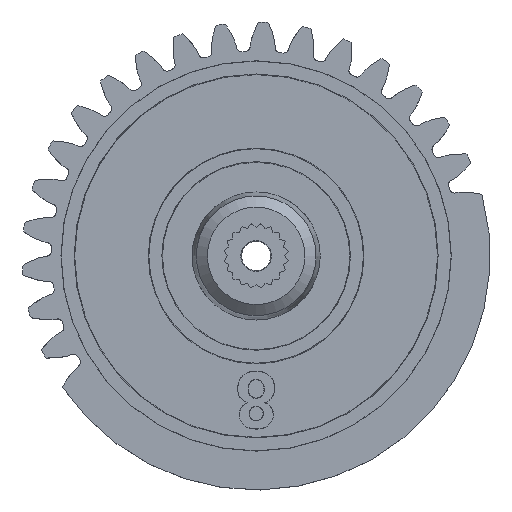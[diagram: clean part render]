
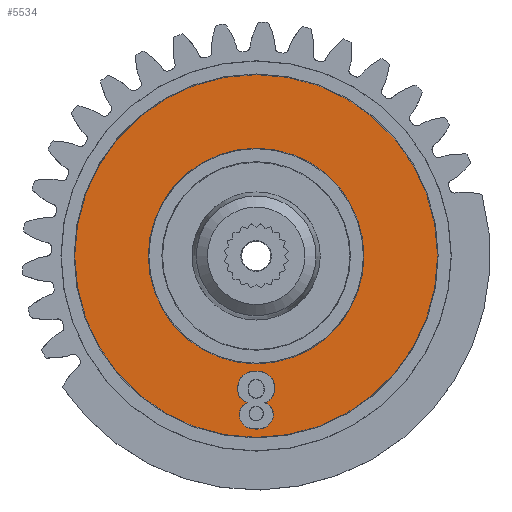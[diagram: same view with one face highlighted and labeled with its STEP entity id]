
A CAD part, top view. The second image highlights one B-rep face of the part: STEP entity #5534.
In plain terms, the highlighted planar face has unit normal (0, 0, 1).
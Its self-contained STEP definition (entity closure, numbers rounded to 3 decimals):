
#17=ELLIPSE('',#5950,8.922,2.972);
#18=ELLIPSE('',#5951,23.951,4.889);
#19=ELLIPSE('',#5952,50.107,7.219);
#20=ELLIPSE('',#5953,5.857,2.316);
#21=ELLIPSE('',#5954,8.787,2.987);
#22=ELLIPSE('',#5955,43.616,7.308);
#23=ELLIPSE('',#5956,204.106,15.854);
#24=ELLIPSE('',#5957,50.28,7.558);
#25=ELLIPSE('',#5958,84.063,10.049);
#353=B_SPLINE_CURVE_WITH_KNOTS('',3,(#10301,#10302,#10303,#10304),
 .UNSPECIFIED.,.F.,.F.,(4,4),(0.,1.),.UNSPECIFIED.);
#354=B_SPLINE_CURVE_WITH_KNOTS('',3,(#10306,#10307,#10308,#10309),
 .UNSPECIFIED.,.F.,.F.,(4,4),(0.,1.),.UNSPECIFIED.);
#355=B_SPLINE_CURVE_WITH_KNOTS('',3,(#10311,#10312,#10313,#10314),
 .UNSPECIFIED.,.F.,.F.,(4,4),(0.,1.),.UNSPECIFIED.);
#356=B_SPLINE_CURVE_WITH_KNOTS('',3,(#10320,#10321,#10322,#10323),
 .UNSPECIFIED.,.F.,.F.,(4,4),(0.,1.),.UNSPECIFIED.);
#357=B_SPLINE_CURVE_WITH_KNOTS('',3,(#10327,#10328,#10329,#10330),
 .UNSPECIFIED.,.F.,.F.,(4,4),(0.,1.),.UNSPECIFIED.);
#358=B_SPLINE_CURVE_WITH_KNOTS('',3,(#10334,#10335,#10336,#10337),
 .UNSPECIFIED.,.F.,.F.,(4,4),(0.,1.),.UNSPECIFIED.);
#359=B_SPLINE_CURVE_WITH_KNOTS('',3,(#10343,#10344,#10345,#10346),
 .UNSPECIFIED.,.F.,.F.,(4,4),(0.,1.),.UNSPECIFIED.);
#414=FACE_BOUND('',#1714,.T.);
#415=FACE_BOUND('',#1715,.T.);
#1415=FACE_OUTER_BOUND('',#1713,.T.);
#1713=EDGE_LOOP('',(#4120));
#1714=EDGE_LOOP('',(#4121,#4122,#4123,#4124,#4125,#4126,#4127,#4128,#4129,
#4130,#4131,#4132,#4133,#4134,#4135,#4136));
#1715=EDGE_LOOP('',(#4137));
#2019=CIRCLE('',#5949,13.956);
#2020=CIRCLE('',#5959,8.294);
#2369=VERTEX_POINT('',#10295);
#2370=VERTEX_POINT('',#10297);
#2371=VERTEX_POINT('',#10298);
#2372=VERTEX_POINT('',#10300);
#2373=VERTEX_POINT('',#10305);
#2374=VERTEX_POINT('',#10310);
#2375=VERTEX_POINT('',#10315);
#2376=VERTEX_POINT('',#10317);
#2377=VERTEX_POINT('',#10319);
#2378=VERTEX_POINT('',#10324);
#2379=VERTEX_POINT('',#10326);
#2380=VERTEX_POINT('',#10331);
#2381=VERTEX_POINT('',#10333);
#2382=VERTEX_POINT('',#10338);
#2383=VERTEX_POINT('',#10340);
#2384=VERTEX_POINT('',#10342);
#2385=VERTEX_POINT('',#10347);
#2386=VERTEX_POINT('',#10350);
#3065=EDGE_CURVE('',#2369,#2369,#2019,.T.);
#3066=EDGE_CURVE('',#2370,#2371,#17,.T.);
#3067=EDGE_CURVE('',#2371,#2372,#353,.T.);
#3068=EDGE_CURVE('',#2372,#2373,#354,.T.);
#3069=EDGE_CURVE('',#2373,#2374,#355,.T.);
#3070=EDGE_CURVE('',#2374,#2375,#18,.T.);
#3071=EDGE_CURVE('',#2375,#2376,#19,.T.);
#3072=EDGE_CURVE('',#2376,#2377,#356,.T.);
#3073=EDGE_CURVE('',#2377,#2378,#20,.T.);
#3074=EDGE_CURVE('',#2378,#2379,#357,.T.);
#3075=EDGE_CURVE('',#2379,#2380,#21,.T.);
#3076=EDGE_CURVE('',#2380,#2381,#358,.T.);
#3077=EDGE_CURVE('',#2381,#2382,#22,.T.);
#3078=EDGE_CURVE('',#2382,#2383,#23,.T.);
#3079=EDGE_CURVE('',#2383,#2384,#359,.T.);
#3080=EDGE_CURVE('',#2384,#2385,#24,.T.);
#3081=EDGE_CURVE('',#2385,#2370,#25,.T.);
#3082=EDGE_CURVE('',#2386,#2386,#2020,.T.);
#4120=ORIENTED_EDGE('',*,*,#3065,.T.);
#4121=ORIENTED_EDGE('',*,*,#3066,.T.);
#4122=ORIENTED_EDGE('',*,*,#3067,.T.);
#4123=ORIENTED_EDGE('',*,*,#3068,.T.);
#4124=ORIENTED_EDGE('',*,*,#3069,.T.);
#4125=ORIENTED_EDGE('',*,*,#3070,.T.);
#4126=ORIENTED_EDGE('',*,*,#3071,.T.);
#4127=ORIENTED_EDGE('',*,*,#3072,.T.);
#4128=ORIENTED_EDGE('',*,*,#3073,.T.);
#4129=ORIENTED_EDGE('',*,*,#3074,.T.);
#4130=ORIENTED_EDGE('',*,*,#3075,.T.);
#4131=ORIENTED_EDGE('',*,*,#3076,.T.);
#4132=ORIENTED_EDGE('',*,*,#3077,.T.);
#4133=ORIENTED_EDGE('',*,*,#3078,.T.);
#4134=ORIENTED_EDGE('',*,*,#3079,.T.);
#4135=ORIENTED_EDGE('',*,*,#3080,.T.);
#4136=ORIENTED_EDGE('',*,*,#3081,.T.);
#4137=ORIENTED_EDGE('',*,*,#3082,.F.);
#5025=PLANE('',#5948);
#5534=ADVANCED_FACE('',(#1415,#414,#415),#5025,.T.);
#5948=AXIS2_PLACEMENT_3D('',#10294,#6799,#6800);
#5949=AXIS2_PLACEMENT_3D('',#10296,#6801,#6802);
#5950=AXIS2_PLACEMENT_3D('',#10299,#6803,#6804);
#5951=AXIS2_PLACEMENT_3D('',#10316,#6805,#6806);
#5952=AXIS2_PLACEMENT_3D('',#10318,#6807,#6808);
#5953=AXIS2_PLACEMENT_3D('',#10325,#6809,#6810);
#5954=AXIS2_PLACEMENT_3D('',#10332,#6811,#6812);
#5955=AXIS2_PLACEMENT_3D('',#10339,#6813,#6814);
#5956=AXIS2_PLACEMENT_3D('',#10341,#6815,#6816);
#5957=AXIS2_PLACEMENT_3D('',#10348,#6817,#6818);
#5958=AXIS2_PLACEMENT_3D('',#10349,#6819,#6820);
#5959=AXIS2_PLACEMENT_3D('',#10351,#6821,#6822);
#6799=DIRECTION('center_axis',(0.,0.,1.));
#6800=DIRECTION('ref_axis',(1.,0.,0.));
#6801=DIRECTION('center_axis',(0.,0.,1.));
#6802=DIRECTION('ref_axis',(1.,0.,0.));
#6803=DIRECTION('center_axis',(0.,0.,
-1.));
#6804=DIRECTION('ref_axis',(0.837,-0.547,0.));
#6805=DIRECTION('center_axis',(0.,0.,-1.));
#6806=DIRECTION('ref_axis',(-0.688,0.726,0.));
#6807=DIRECTION('center_axis',(0.,0.,-1.));
#6808=DIRECTION('ref_axis',(0.661,0.751,0.));
#6809=DIRECTION('center_axis',(0.,0.,-1.));
#6810=DIRECTION('ref_axis',(0.913,-0.408,0.));
#6811=DIRECTION('center_axis',(0.,0.,-1.));
#6812=DIRECTION('ref_axis',(0.825,0.565,0.));
#6813=DIRECTION('center_axis',(0.,0.,-1.));
#6814=DIRECTION('ref_axis',(0.863,-0.506,0.));
#6815=DIRECTION('center_axis',(0.,0.,
-1.));
#6816=DIRECTION('ref_axis',(-0.564,0.826,0.));
#6817=DIRECTION('center_axis',(0.,0.,-1.));
#6818=DIRECTION('ref_axis',(0.857,0.515,0.));
#6819=DIRECTION('center_axis',(0.,0.,-1.));
#6820=DIRECTION('ref_axis',(0.934,-0.357,0.));
#6821=DIRECTION('center_axis',(0.,0.,1.));
#6822=DIRECTION('ref_axis',(1.,0.,0.));
#10294=CARTESIAN_POINT('Origin',(0.,0.,2.25));
#10295=CARTESIAN_POINT('',(-13.956,0.,2.25));
#10296=CARTESIAN_POINT('Origin',(0.,0.,2.25));
#10297=CARTESIAN_POINT('',(1.262,-10.828,2.25));
#10298=CARTESIAN_POINT('',(0.706,-11.286,2.25));
#10299=CARTESIAN_POINT('Origin',(-6.225,-5.978,2.25));
#10300=CARTESIAN_POINT('',(1.18,-11.662,2.25));
#10301=CARTESIAN_POINT('Ctrl Pts',(0.706,-11.286,2.25));
#10302=CARTESIAN_POINT('Ctrl Pts',(0.924,-11.376,
2.25));
#10303=CARTESIAN_POINT('Ctrl Pts',(1.082,-11.501,2.25));
#10304=CARTESIAN_POINT('Ctrl Pts',(1.18,-11.662,2.25));
#10305=CARTESIAN_POINT('',(1.327,-12.19,2.25));
#10306=CARTESIAN_POINT('Ctrl Pts',(1.18,-11.662,2.25));
#10307=CARTESIAN_POINT('Ctrl Pts',(1.279,-11.823,2.25));
#10308=CARTESIAN_POINT('Ctrl Pts',(1.327,-11.999,2.25));
#10309=CARTESIAN_POINT('Ctrl Pts',(1.327,-12.19,2.25));
#10310=CARTESIAN_POINT('',(0.986,-12.997,2.25));
#10311=CARTESIAN_POINT('Ctrl Pts',(1.327,-12.19,2.25));
#10312=CARTESIAN_POINT('Ctrl Pts',(1.327,-12.515,2.25));
#10313=CARTESIAN_POINT('Ctrl Pts',(1.213,-12.783,2.25));
#10314=CARTESIAN_POINT('Ctrl Pts',(0.986,-12.997,2.25));
#10315=CARTESIAN_POINT('',(0.015,-13.316,2.25));
#10316=CARTESIAN_POINT('Origin',(-15.486,4.391,2.25));
#10317=CARTESIAN_POINT('',(-0.95,-12.997,2.25));
#10318=CARTESIAN_POINT('Origin',(32.168,24.605,2.25));
#10319=CARTESIAN_POINT('',(-1.297,-12.19,2.25));
#10320=CARTESIAN_POINT('Ctrl Pts',(-0.95,-12.997,
2.25));
#10321=CARTESIAN_POINT('Ctrl Pts',(-1.18,-12.783,
2.25));
#10322=CARTESIAN_POINT('Ctrl Pts',(-1.297,-12.515,
2.25));
#10323=CARTESIAN_POINT('Ctrl Pts',(-1.297,-12.19,
2.25));
#10324=CARTESIAN_POINT('',(-1.138,-11.648,2.25));
#10325=CARTESIAN_POINT('Origin',(4.134,-14.174,2.25));
#10326=CARTESIAN_POINT('',(-0.695,-11.286,2.25));
#10327=CARTESIAN_POINT('Ctrl Pts',(-1.138,-11.648,
2.25));
#10328=CARTESIAN_POINT('Ctrl Pts',(-1.031,-11.489,2.25));
#10329=CARTESIAN_POINT('Ctrl Pts',(-0.885,-11.37,
2.25));
#10330=CARTESIAN_POINT('Ctrl Pts',(-0.695,-11.286,
2.25));
#10331=CARTESIAN_POINT('',(-1.245,-10.86,2.25));
#10332=CARTESIAN_POINT('Origin',(6.011,-5.905,2.25));
#10333=CARTESIAN_POINT('',(-1.437,-10.213,2.25));
#10334=CARTESIAN_POINT('Ctrl Pts',(-1.245,-10.86,
2.25));
#10335=CARTESIAN_POINT('Ctrl Pts',(-1.371,-10.672,
2.25));
#10336=CARTESIAN_POINT('Ctrl Pts',(-1.437,-10.458,
2.25));
#10337=CARTESIAN_POINT('Ctrl Pts',(-1.437,-10.213,
2.25));
#10338=CARTESIAN_POINT('',(-1.05,-9.229,2.25));
#10339=CARTESIAN_POINT('Origin',(36.374,-31.545,2.25));
#10340=CARTESIAN_POINT('',(-0.024,-8.851,2.25));
#10341=CARTESIAN_POINT('Origin',(114.215,-177.649,2.25));
#10342=CARTESIAN_POINT('',(0.97,-9.163,2.25));
#10343=CARTESIAN_POINT('Ctrl Pts',(-0.024,-8.851,
2.25));
#10344=CARTESIAN_POINT('Ctrl Pts',(0.376,-8.851,2.25));
#10345=CARTESIAN_POINT('Ctrl Pts',(0.706,-8.955,
2.25));
#10346=CARTESIAN_POINT('Ctrl Pts',(0.97,-9.163,
2.25));
#10347=CARTESIAN_POINT('',(1.437,-10.178,2.25));
#10348=CARTESIAN_POINT('Origin',(-41.829,-35.399,2.25));
#10349=CARTESIAN_POINT('Origin',(-77.179,19.346,2.25));
#10350=CARTESIAN_POINT('',(8.294,0.,2.25));
#10351=CARTESIAN_POINT('Origin',(0.,0.,2.25));
